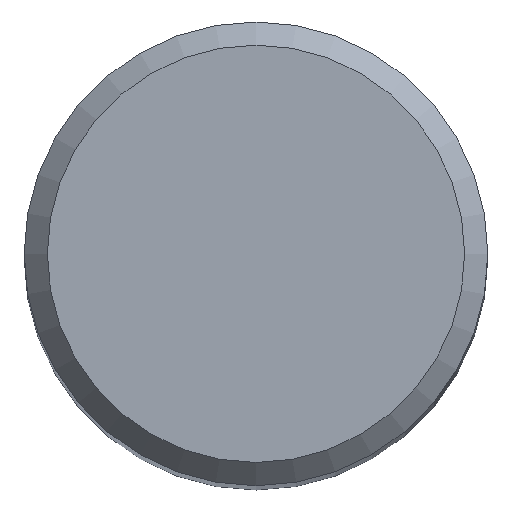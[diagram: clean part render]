
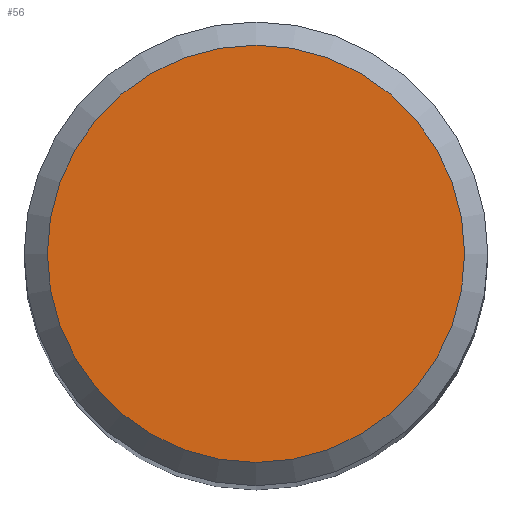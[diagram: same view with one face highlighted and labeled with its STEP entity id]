
A CAD part, top view. The second image highlights one B-rep face of the part: STEP entity #56.
In plain terms, the highlighted planar face has unit normal (0, 0, 1).
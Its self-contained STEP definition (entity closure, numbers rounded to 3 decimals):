
#46=FACE_OUTER_BOUND('',#118,.T.);
#48=PLANE('',#267);
#56=ADVANCED_FACE('CLONE_TP_FACE',(#46),#48,.F.);
#118=EDGE_LOOP('',(#150));
#150=ORIENTED_EDGE('',*,*,#197,.F.);
#181=VERTEX_POINT('',#387);
#197=EDGE_CURVE('',#181,#181,#213,.T.);
#213=CIRCLE('',#266,8.997);
#266=AXIS2_PLACEMENT_3D('',#386,#316,#317);
#267=AXIS2_PLACEMENT_3D('',#388,#318,#319);
#316=DIRECTION('',(0.,0.,-1.));
#317=DIRECTION('',(1.,0.,0.));
#318=DIRECTION('',(0.,0.,-1.));
#319=DIRECTION('',(-1.,0.,0.));
#386=CARTESIAN_POINT('',(0.,0.,0.));
#387=CARTESIAN_POINT('',(8.997,0.,0.));
#388=CARTESIAN_POINT('',(0.,0.,0.));
